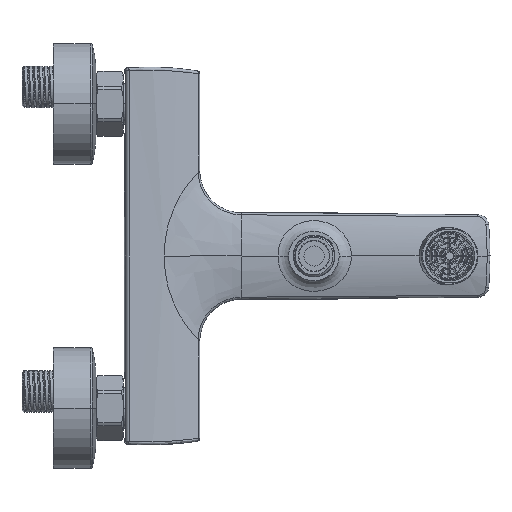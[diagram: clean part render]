
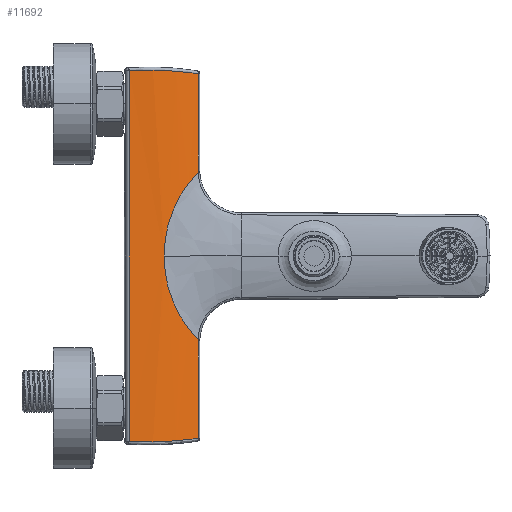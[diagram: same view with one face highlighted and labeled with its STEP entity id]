
A CAD part, front view. The second image highlights one B-rep face of the part: STEP entity #11692.
In plain terms, the highlighted cylindrical face has radius 78.597 mm (diameter 157.193 mm), a partial arc.
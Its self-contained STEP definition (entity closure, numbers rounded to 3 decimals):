
#2214=B_SPLINE_CURVE_WITH_KNOTS('',3,(#135437,#135438,#135439,#135440,#135441,
#135442),.UNSPECIFIED.,.F.,.F.,(4,2,4),(0.,0.5,1.),.UNSPECIFIED.);
#2217=B_SPLINE_CURVE_WITH_KNOTS('',3,(#135563,#135564,#135565,#135566,#135567,
#135568,#135569,#135570),.UNSPECIFIED.,.F.,.F.,(4,2,2,4),(0.,0.5,0.75,1.),
 .UNSPECIFIED.);
#2218=B_SPLINE_CURVE_WITH_KNOTS('',3,(#135659,#135660,#135661,#135662),
 .UNSPECIFIED.,.F.,.F.,(4,4),(0.,1.),.UNSPECIFIED.);
#2219=B_SPLINE_CURVE_WITH_KNOTS('',3,(#135666,#135667,#135668,#135669,#135670,
#135671,#135672,#135673,#135674,#135675,#135676,#135677,#135678,#135679,
#135680,#135681),.UNSPECIFIED.,.F.,.F.,(4,2,2,2,2,2,2,4),(0.,0.125,0.188,
0.25,0.375,0.438,0.5,1.),.UNSPECIFIED.);
#2220=B_SPLINE_CURVE_WITH_KNOTS('',3,(#135685,#135686,#135687,#135688,#135689,
#135690,#135691,#135692,#135693,#135694,#135695,#135696,#135697,#135698,
#135699,#135700,#135701,#135702),.UNSPECIFIED.,.F.,.F.,(4,2,2,2,2,2,2,2,
4),(0.,0.25,0.375,0.438,0.5,0.625,0.688,0.75,1.),.UNSPECIFIED.);
#2221=B_SPLINE_CURVE_WITH_KNOTS('',3,(#135706,#135707,#135708,#135709),
 .UNSPECIFIED.,.F.,.F.,(4,4),(0.,1.),.UNSPECIFIED.);
#4859=CYLINDRICAL_SURFACE('',#68568,78.596);
#7798=FACE_OUTER_BOUND('',#18649,.T.);
#11692=ADVANCED_FACE('',(#7798),#4859,.T.);
#18649=EDGE_LOOP('',(#38178,#38179,#38180,#38181,#38182,#38183,#38184,#38185,
#38186));
#22315=LINE('',#135664,#25707);
#22316=LINE('',#135683,#25708);
#22317=LINE('',#135704,#25709);
#25707=VECTOR('',#82355,1.);
#25708=VECTOR('',#82356,1.);
#25709=VECTOR('',#82357,1.);
#38178=ORIENTED_EDGE('',*,*,#57065,.T.);
#38179=ORIENTED_EDGE('',*,*,#57066,.F.);
#38180=ORIENTED_EDGE('',*,*,#57067,.T.);
#38181=ORIENTED_EDGE('',*,*,#57068,.F.);
#38182=ORIENTED_EDGE('',*,*,#57069,.T.);
#38183=ORIENTED_EDGE('',*,*,#57070,.F.);
#38184=ORIENTED_EDGE('',*,*,#57071,.T.);
#38185=ORIENTED_EDGE('',*,*,#57064,.T.);
#38186=ORIENTED_EDGE('',*,*,#57061,.T.);
#49155=VERTEX_POINT('',#135436);
#49156=VERTEX_POINT('',#135443);
#49157=VERTEX_POINT('',#135562);
#49158=VERTEX_POINT('',#135663);
#49159=VERTEX_POINT('',#135665);
#49160=VERTEX_POINT('',#135682);
#49161=VERTEX_POINT('',#135684);
#49162=VERTEX_POINT('',#135703);
#49163=VERTEX_POINT('',#135705);
#57061=EDGE_CURVE('',#49156,#49155,#2214,.T.);
#57064=EDGE_CURVE('',#49157,#49156,#2217,.T.);
#57065=EDGE_CURVE('',#49155,#49158,#2218,.T.);
#57066=EDGE_CURVE('',#49159,#49158,#22315,.T.);
#57067=EDGE_CURVE('',#49159,#49160,#2219,.T.);
#57068=EDGE_CURVE('',#49161,#49160,#22316,.T.);
#57069=EDGE_CURVE('',#49161,#49162,#2220,.T.);
#57070=EDGE_CURVE('',#49163,#49162,#22317,.T.);
#57071=EDGE_CURVE('',#49163,#49157,#2221,.T.);
#68568=AXIS2_PLACEMENT_3D('',#135710,#82358,#82359);
#82355=DIRECTION('',(0.,0.,-1.));
#82356=DIRECTION('',(0.,0.,1.));
#82357=DIRECTION('',(0.,0.,-1.));
#82358=DIRECTION('',(0.,0.,-1.));
#82359=DIRECTION('',(1.,0.,0.));
#135436=CARTESIAN_POINT('',(12.907,-49.018,41.363));
#135437=CARTESIAN_POINT('',(-3.892,-55.819,0.));
#135438=CARTESIAN_POINT('',(-3.892,-55.819,7.799));
#135439=CARTESIAN_POINT('',(-2.399,-55.454,15.479));
#135440=CARTESIAN_POINT('',(3.44,-53.468,29.794));
#135441=CARTESIAN_POINT('',(7.766,-51.828,36.237));
#135442=CARTESIAN_POINT('',(12.907,-49.018,41.363));
#135443=CARTESIAN_POINT('',(-3.892,-55.819,0.));
#135562=CARTESIAN_POINT('',(12.907,-49.018,-41.363));
#135563=CARTESIAN_POINT('',(12.907,-49.018,-41.363));
#135564=CARTESIAN_POINT('',(7.766,-51.828,-36.237));
#135565=CARTESIAN_POINT('',(3.414,-53.477,-29.731));
#135566=CARTESIAN_POINT('',(-0.927,-54.953,-19.089));
#135567=CARTESIAN_POINT('',(-2.04,-55.288,-15.351));
#135568=CARTESIAN_POINT('',(-3.52,-55.719,-7.75));
#135569=CARTESIAN_POINT('',(-3.892,-55.819,-3.9));
#135570=CARTESIAN_POINT('',(-3.892,-55.819,0.));
#135659=CARTESIAN_POINT('',(12.907,-49.018,41.363));
#135660=CARTESIAN_POINT('',(12.903,-49.02,41.533));
#135661=CARTESIAN_POINT('',(12.901,-49.021,41.702));
#135662=CARTESIAN_POINT('',(12.901,-49.021,41.872));
#135663=CARTESIAN_POINT('',(12.901,-49.021,41.872));
#135664=CARTESIAN_POINT('',(12.901,-49.021,89.862));
#135665=CARTESIAN_POINT('',(12.901,-49.021,89.862));
#135666=CARTESIAN_POINT('',(12.901,-49.021,89.862));
#135667=CARTESIAN_POINT('',(11.556,-49.756,90.057));
#135668=CARTESIAN_POINT('',(10.211,-50.44,90.235));
#135669=CARTESIAN_POINT('',(8.202,-51.392,90.477));
#135670=CARTESIAN_POINT('',(7.533,-51.697,90.554));
#135671=CARTESIAN_POINT('',(6.199,-52.284,90.699));
#135672=CARTESIAN_POINT('',(5.573,-52.55,90.764));
#135673=CARTESIAN_POINT('',(3.468,-53.408,90.967));
#135674=CARTESIAN_POINT('',(2.063,-53.934,91.086));
#135675=CARTESIAN_POINT('',(-0.042,-54.654,91.237));
#135676=CARTESIAN_POINT('',(-0.744,-54.883,91.284));
#135677=CARTESIAN_POINT('',(-2.144,-55.319,91.367));
#135678=CARTESIAN_POINT('',(-2.811,-55.516,91.403));
#135679=CARTESIAN_POINT('',(-9.394,-57.365,91.714));
#135680=CARTESIAN_POINT('',(-15.292,-58.297,91.692));
#135681=CARTESIAN_POINT('',(-21.211,-58.567,91.36));
#135682=CARTESIAN_POINT('',(-21.211,-58.567,91.36));
#135683=CARTESIAN_POINT('',(-21.211,-58.567,-91.36));
#135684=CARTESIAN_POINT('',(-21.211,-58.567,-91.36));
#135685=CARTESIAN_POINT('',(-21.211,-58.567,-91.36));
#135686=CARTESIAN_POINT('',(-18.252,-58.432,-91.526));
#135687=CARTESIAN_POINT('',(-15.25,-58.123,-91.615));
#135688=CARTESIAN_POINT('',(-10.865,-57.419,-91.633));
#135689=CARTESIAN_POINT('',(-9.401,-57.142,-91.62));
#135690=CARTESIAN_POINT('',(-7.203,-56.659,-91.573));
#135691=CARTESIAN_POINT('',(-6.471,-56.487,-91.552));
#135692=CARTESIAN_POINT('',(-5.006,-56.121,-91.502));
#135693=CARTESIAN_POINT('',(-4.241,-55.918,-91.471));
#135694=CARTESIAN_POINT('',(-2.146,-55.329,-91.371));
#135695=CARTESIAN_POINT('',(-0.744,-54.894,-91.288));
#135696=CARTESIAN_POINT('',(1.361,-54.174,-91.136));
#135697=CARTESIAN_POINT('',(2.063,-53.922,-91.082));
#135698=CARTESIAN_POINT('',(3.467,-53.397,-90.963));
#135699=CARTESIAN_POINT('',(4.208,-53.107,-90.896));
#135700=CARTESIAN_POINT('',(7.524,-51.755,-90.575));
#135701=CARTESIAN_POINT('',(10.211,-50.491,-90.252));
#135702=CARTESIAN_POINT('',(12.901,-49.021,-89.862));
#135703=CARTESIAN_POINT('',(12.901,-49.021,-89.862));
#135704=CARTESIAN_POINT('',(12.901,-49.021,-41.872));
#135705=CARTESIAN_POINT('',(12.901,-49.021,-41.872));
#135706=CARTESIAN_POINT('',(12.901,-49.021,-41.872));
#135707=CARTESIAN_POINT('',(12.901,-49.021,-41.702));
#135708=CARTESIAN_POINT('',(12.903,-49.02,-41.533));
#135709=CARTESIAN_POINT('',(12.907,-49.018,-41.363));
#135710=CARTESIAN_POINT('',(-24.791,19.948,20.));
